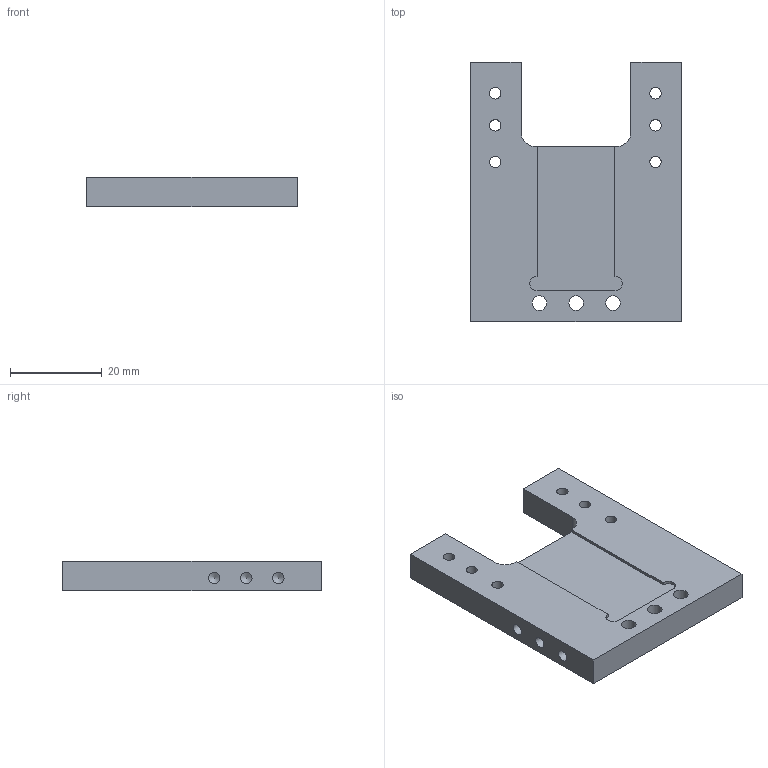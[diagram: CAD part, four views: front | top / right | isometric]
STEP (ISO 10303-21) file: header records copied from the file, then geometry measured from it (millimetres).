
FILE_DESCRIPTION(/* description */ (''),/* implementation_level */ '2;1');
FILE_NAME(/* name */ '0532_PLATE HARD STOP REV B.stp',/* time_stamp */ '2021-03-21T20:35:12-07:00',/* author */ (''),/* organization */ (''),/* preprocessor_version */ 'ST-DEVELOPER v14',/* originating_system */ 'SIEMENS PLM Software NX 8.0',/* authorisation */ '');
FILE_SCHEMA (('AUTOMOTIVE_DESIGN { 1 0 10303 214 3 1 1 1 }'));
Length unit declared in the file: millimetre
Products named in the file (1): 0532_PLATE HARD STOP
Bounding box: 46 x 56.58 x 6.35 mm (x, y, z)
Volume: 12678.4 mm3; surface area: 6607.7 mm2
Topology: 1 solids, 1 shells, 45 faces, 120 edges, 80 vertices
Faces by surface type: cylinder 22, plane 17, cone 6
Full cylindrical faces by diameter (mm): 2.5 x12, 3.2 x3, 6.5 x3
Entity records: 1274 total; most frequent: DIRECTION 220, CARTESIAN_POINT 204, ORIENTED_EDGE 168, EDGE_LOOP 90, AXIS2_PLACEMENT_3D 90, EDGE_CURVE 84, FACE_BOUND 82, VERTEX_POINT 74
